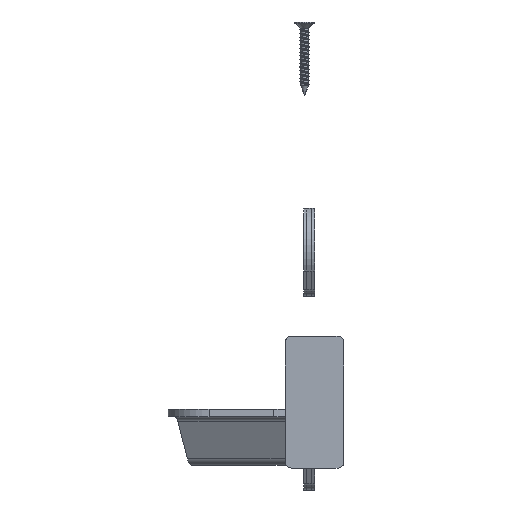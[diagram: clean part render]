
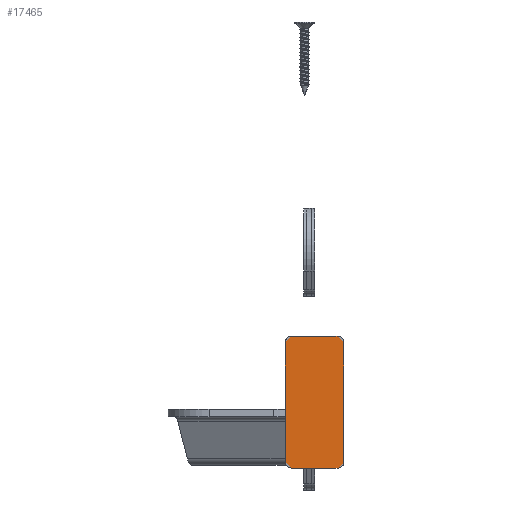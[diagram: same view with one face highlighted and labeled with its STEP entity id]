
A CAD part, left-side view. The second image highlights one B-rep face of the part: STEP entity #17465.
In plain terms, the highlighted planar face has unit normal (-1, 0, 0).
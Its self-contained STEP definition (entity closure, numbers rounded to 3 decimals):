
#17306=CARTESIAN_POINT('',(0.,8.,-20.5));
#17307=DIRECTION('',(-1.,0.,0.));
#17308=DIRECTION('',(0.,1.,0.));
#17309=AXIS2_PLACEMENT_3D('',#17306,#17307,#17308);
#17311=DIRECTION('',(0.,0.,1.));
#17312=VECTOR('',#17311,41.);
#17313=CARTESIAN_POINT('',(0.,10.,-20.5));
#17314=LINE('',#17313,#17312);
#17315=CARTESIAN_POINT('',(0.,8.,20.5));
#17316=DIRECTION('',(-1.,0.,0.));
#17317=DIRECTION('',(0.,0.,1.));
#17318=AXIS2_PLACEMENT_3D('',#17315,#17316,#17317);
#17320=DIRECTION('',(0.,-1.,0.));
#17321=VECTOR('',#17320,16.);
#17322=CARTESIAN_POINT('',(0.,8.,22.5));
#17323=LINE('',#17322,#17321);
#17324=CARTESIAN_POINT('',(0.,-8.,20.5));
#17325=DIRECTION('',(-1.,0.,0.));
#17326=DIRECTION('',(0.,-1.,0.));
#17327=AXIS2_PLACEMENT_3D('',#17324,#17325,#17326);
#17329=DIRECTION('',(0.,0.,-1.));
#17330=VECTOR('',#17329,41.);
#17331=CARTESIAN_POINT('',(0.,-10.,20.5));
#17332=LINE('',#17331,#17330);
#17333=CARTESIAN_POINT('',(0.,-8.,-20.5));
#17334=DIRECTION('',(-1.,0.,0.));
#17335=DIRECTION('',(0.,0.,-1.));
#17336=AXIS2_PLACEMENT_3D('',#17333,#17334,#17335);
#17338=DIRECTION('',(0.,1.,0.));
#17339=VECTOR('',#17338,16.);
#17340=CARTESIAN_POINT('',(0.,-8.,-22.5));
#17341=LINE('',#17340,#17339);
#17410=CARTESIAN_POINT('',(0.,10.,-20.5));
#17411=CARTESIAN_POINT('',(0.,8.,-22.5));
#17412=VERTEX_POINT('',#17410);
#17413=VERTEX_POINT('',#17411);
#17418=CARTESIAN_POINT('',(0.,-8.,-22.5));
#17419=CARTESIAN_POINT('',(0.,-10.,-20.5));
#17420=VERTEX_POINT('',#17418);
#17421=VERTEX_POINT('',#17419);
#17426=CARTESIAN_POINT('',(0.,-10.,20.5));
#17427=CARTESIAN_POINT('',(0.,-8.,22.5));
#17428=VERTEX_POINT('',#17426);
#17429=VERTEX_POINT('',#17427);
#17434=CARTESIAN_POINT('',(0.,8.,22.5));
#17435=CARTESIAN_POINT('',(0.,10.,20.5));
#17436=VERTEX_POINT('',#17434);
#17437=VERTEX_POINT('',#17435);
#17442=CARTESIAN_POINT('',(0.,0.,0.));
#17443=DIRECTION('',(1.,0.,0.));
#17444=DIRECTION('',(0.,0.,-1.));
#17445=AXIS2_PLACEMENT_3D('',#17442,#17443,#17444);
#17446=PLANE('',#17445);
#17448=ORIENTED_EDGE('',*,*,#17447,.F.);
#17450=ORIENTED_EDGE('',*,*,#17449,.T.);
#17452=ORIENTED_EDGE('',*,*,#17451,.F.);
#17454=ORIENTED_EDGE('',*,*,#17453,.T.);
#17456=ORIENTED_EDGE('',*,*,#17455,.F.);
#17458=ORIENTED_EDGE('',*,*,#17457,.T.);
#17460=ORIENTED_EDGE('',*,*,#17459,.F.);
#17462=ORIENTED_EDGE('',*,*,#17461,.T.);
#17463=EDGE_LOOP('',(#17448,#17450,#17452,#17454,#17456,#17458,#17460,#17462));
#17464=FACE_OUTER_BOUND('',#17463,.F.);
#17310=CIRCLE('',#17309,2.);
#17319=CIRCLE('',#17318,2.);
#17328=CIRCLE('',#17327,2.);
#17337=CIRCLE('',#17336,2.);
#17447=EDGE_CURVE('',#17412,#17413,#17310,.T.);
#17449=EDGE_CURVE('',#17412,#17437,#17314,.T.);
#17451=EDGE_CURVE('',#17436,#17437,#17319,.T.);
#17453=EDGE_CURVE('',#17436,#17429,#17323,.T.);
#17455=EDGE_CURVE('',#17428,#17429,#17328,.T.);
#17457=EDGE_CURVE('',#17428,#17421,#17332,.T.);
#17459=EDGE_CURVE('',#17420,#17421,#17337,.T.);
#17461=EDGE_CURVE('',#17420,#17413,#17341,.T.);
#17465=ADVANCED_FACE('',(#17464),#17446,.F.);
